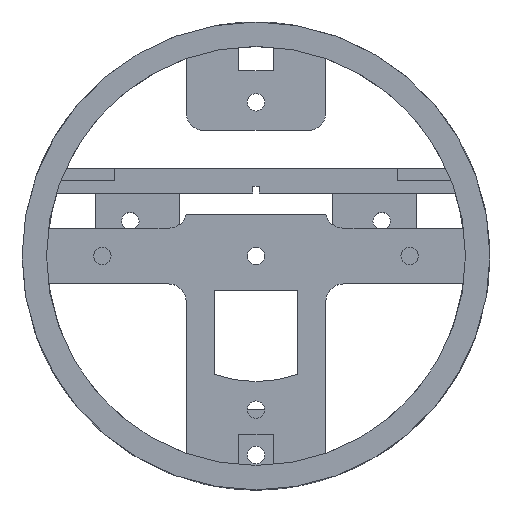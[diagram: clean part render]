
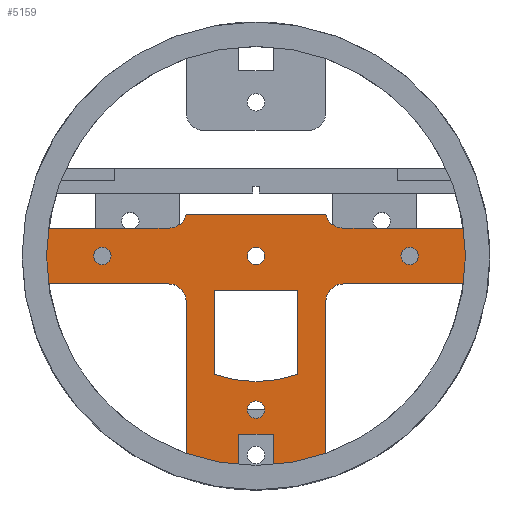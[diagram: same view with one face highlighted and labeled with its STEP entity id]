
A CAD part, top view. The second image highlights one B-rep face of the part: STEP entity #5159.
In plain terms, the highlighted planar face has unit normal (0, 0, 1).
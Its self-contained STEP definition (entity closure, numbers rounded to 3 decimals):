
#49=FACE_BOUND('',#1735,.T.);
#50=FACE_BOUND('',#1736,.T.);
#51=FACE_BOUND('',#1737,.T.);
#52=FACE_BOUND('',#1738,.T.);
#53=FACE_BOUND('',#1739,.T.);
#155=LINE('',#7428,#628);
#321=LINE('',#8535,#794);
#424=LINE('',#8850,#897);
#489=LINE('',#9076,#962);
#491=LINE('',#9080,#964);
#494=LINE('',#9087,#967);
#503=LINE('',#9113,#976);
#506=LINE('',#9121,#979);
#548=LINE('',#9248,#1021);
#549=LINE('',#9250,#1022);
#550=LINE('',#9252,#1023);
#551=LINE('',#9262,#1024);
#552=LINE('',#9263,#1025);
#628=VECTOR('',#5786,10.);
#794=VECTOR('',#6268,10.);
#897=VECTOR('',#6571,10.);
#962=VECTOR('',#6790,10.);
#964=VECTOR('',#6794,10.);
#967=VECTOR('',#6803,10.);
#976=VECTOR('',#6832,10.);
#979=VECTOR('',#6841,10.);
#1021=VECTOR('',#6979,10.);
#1022=VECTOR('',#6982,10.);
#1023=VECTOR('',#6985,10.);
#1024=VECTOR('',#7004,10.);
#1025=VECTOR('',#7005,10.);
#1202=PLANE('',#5637);
#1449=FACE_OUTER_BOUND('',#1734,.T.);
#1734=EDGE_LOOP('',(#4769,#4770,#4771,#4772,#4773,#4774,#4775,#4776,#4777,
#4778,#4779,#4780,#4781,#4782,#4783,#4784,#4785,#4786,#4787));
#1735=EDGE_LOOP('',(#4788,#4789,#4790,#4791));
#1736=EDGE_LOOP('',(#4792));
#1737=EDGE_LOOP('',(#4793));
#1738=EDGE_LOOP('',(#4794));
#1739=EDGE_LOOP('',(#4795));
#1906=CIRCLE('',#5507,30.);
#1912=CIRCLE('',#5513,30.);
#1913=CIRCLE('',#5514,30.);
#1917=CIRCLE('',#5518,30.);
#1922=CIRCLE('',#5523,30.);
#1942=CIRCLE('',#5564,17.98);
#1946=CIRCLE('',#5574,2.5);
#1947=CIRCLE('',#5577,2.5);
#1948=CIRCLE('',#5580,2.5);
#1949=CIRCLE('',#5582,2.5);
#1966=CIRCLE('',#5614,1.25);
#1967=CIRCLE('',#5616,1.25);
#1969=CIRCLE('',#5620,1.25);
#1970=CIRCLE('',#5622,1.25);
#2141=VERTEX_POINT('',#7425);
#2142=VERTEX_POINT('',#7427);
#2380=VERTEX_POINT('',#8532);
#2381=VERTEX_POINT('',#8534);
#2467=VERTEX_POINT('',#8926);
#2468=VERTEX_POINT('',#8928);
#2478=VERTEX_POINT('',#8950);
#2479=VERTEX_POINT('',#8953);
#2484=VERTEX_POINT('',#8965);
#2489=VERTEX_POINT('',#8978);
#2490=VERTEX_POINT('',#8980);
#2516=VERTEX_POINT('',#9073);
#2517=VERTEX_POINT('',#9075);
#2518=VERTEX_POINT('',#9079);
#2519=VERTEX_POINT('',#9083);
#2525=VERTEX_POINT('',#9107);
#2526=VERTEX_POINT('',#9109);
#2527=VERTEX_POINT('',#9115);
#2528=VERTEX_POINT('',#9116);
#2529=VERTEX_POINT('',#9123);
#2530=VERTEX_POINT('',#9124);
#2531=VERTEX_POINT('',#9129);
#2532=VERTEX_POINT('',#9131);
#2561=VERTEX_POINT('',#9223);
#2562=VERTEX_POINT('',#9227);
#2564=VERTEX_POINT('',#9235);
#2565=VERTEX_POINT('',#9239);
#2670=EDGE_CURVE('',#2142,#2141,#155,.T.);
#2987=EDGE_CURVE('',#2381,#2380,#321,.T.);
#3113=EDGE_CURVE('',#2141,#2381,#424,.T.);
#3152=EDGE_CURVE('',#2467,#2468,#1906,.T.);
#3165=EDGE_CURVE('',#2478,#2380,#1912,.T.);
#3166=EDGE_CURVE('',#2142,#2479,#1913,.T.);
#3174=EDGE_CURVE('',#2484,#2467,#1917,.T.);
#3183=EDGE_CURVE('',#2490,#2489,#1922,.T.);
#3231=EDGE_CURVE('',#2517,#2516,#489,.T.);
#3233=EDGE_CURVE('',#2518,#2517,#491,.T.);
#3235=EDGE_CURVE('',#2519,#2518,#1942,.T.);
#3237=EDGE_CURVE('',#2516,#2519,#494,.T.);
#3248=EDGE_CURVE('',#2525,#2526,#1946,.T.);
#3250=EDGE_CURVE('',#2489,#2525,#503,.T.);
#3251=EDGE_CURVE('',#2527,#2528,#1947,.T.);
#3254=EDGE_CURVE('',#2528,#2484,#506,.T.);
#3255=EDGE_CURVE('',#2529,#2530,#1948,.F.);
#3259=EDGE_CURVE('',#2531,#2532,#1949,.T.);
#3307=EDGE_CURVE('',#2561,#2561,#1966,.T.);
#3309=EDGE_CURVE('',#2562,#2562,#1967,.T.);
#3313=EDGE_CURVE('',#2564,#2564,#1969,.T.);
#3315=EDGE_CURVE('',#2565,#2565,#1970,.T.);
#3319=EDGE_CURVE('',#2529,#2490,#548,.T.);
#3320=EDGE_CURVE('',#2478,#2526,#549,.T.);
#3321=EDGE_CURVE('',#2468,#2531,#550,.T.);
#3326=EDGE_CURVE('',#2530,#2532,#551,.T.);
#3327=EDGE_CURVE('',#2527,#2479,#552,.T.);
#4769=ORIENTED_EDGE('',*,*,#2987,.T.);
#4770=ORIENTED_EDGE('',*,*,#3165,.F.);
#4771=ORIENTED_EDGE('',*,*,#3320,.T.);
#4772=ORIENTED_EDGE('',*,*,#3248,.F.);
#4773=ORIENTED_EDGE('',*,*,#3250,.F.);
#4774=ORIENTED_EDGE('',*,*,#3183,.F.);
#4775=ORIENTED_EDGE('',*,*,#3319,.F.);
#4776=ORIENTED_EDGE('',*,*,#3255,.T.);
#4777=ORIENTED_EDGE('',*,*,#3326,.T.);
#4778=ORIENTED_EDGE('',*,*,#3259,.F.);
#4779=ORIENTED_EDGE('',*,*,#3321,.F.);
#4780=ORIENTED_EDGE('',*,*,#3152,.F.);
#4781=ORIENTED_EDGE('',*,*,#3174,.F.);
#4782=ORIENTED_EDGE('',*,*,#3254,.F.);
#4783=ORIENTED_EDGE('',*,*,#3251,.F.);
#4784=ORIENTED_EDGE('',*,*,#3327,.T.);
#4785=ORIENTED_EDGE('',*,*,#3166,.F.);
#4786=ORIENTED_EDGE('',*,*,#2670,.T.);
#4787=ORIENTED_EDGE('',*,*,#3113,.T.);
#4788=ORIENTED_EDGE('',*,*,#3231,.T.);
#4789=ORIENTED_EDGE('',*,*,#3237,.T.);
#4790=ORIENTED_EDGE('',*,*,#3235,.T.);
#4791=ORIENTED_EDGE('',*,*,#3233,.T.);
#4792=ORIENTED_EDGE('',*,*,#3307,.T.);
#4793=ORIENTED_EDGE('',*,*,#3309,.T.);
#4794=ORIENTED_EDGE('',*,*,#3313,.T.);
#4795=ORIENTED_EDGE('',*,*,#3315,.T.);
#5159=ADVANCED_FACE('',(#1449,#49,#50,#51,#52,#53),#1202,.T.);
#5507=AXIS2_PLACEMENT_3D('',#8929,#6637,#6638);
#5513=AXIS2_PLACEMENT_3D('',#8952,#6656,#6657);
#5514=AXIS2_PLACEMENT_3D('',#8954,#6658,#6659);
#5518=AXIS2_PLACEMENT_3D('',#8967,#6670,#6671);
#5523=AXIS2_PLACEMENT_3D('',#8982,#6684,#6685);
#5564=AXIS2_PLACEMENT_3D('',#9084,#6798,#6799);
#5574=AXIS2_PLACEMENT_3D('',#9110,#6827,#6828);
#5577=AXIS2_PLACEMENT_3D('',#9117,#6835,#6836);
#5580=AXIS2_PLACEMENT_3D('',#9125,#6844,#6845);
#5582=AXIS2_PLACEMENT_3D('',#9132,#6851,#6852);
#5614=AXIS2_PLACEMENT_3D('',#9224,#6946,#6947);
#5616=AXIS2_PLACEMENT_3D('',#9228,#6951,#6952);
#5620=AXIS2_PLACEMENT_3D('',#9236,#6961,#6962);
#5622=AXIS2_PLACEMENT_3D('',#9240,#6966,#6967);
#5637=AXIS2_PLACEMENT_3D('',#9261,#7002,#7003);
#5786=DIRECTION('',(0.,1.,0.));
#6268=DIRECTION('',(0.,-1.,0.));
#6571=DIRECTION('',(1.,0.,0.));
#6637=DIRECTION('center_axis',(0.,0.,-1.));
#6638=DIRECTION('ref_axis',(1.,0.,0.));
#6656=DIRECTION('center_axis',(0.,0.,-1.));
#6657=DIRECTION('ref_axis',(1.,0.,0.));
#6658=DIRECTION('center_axis',(0.,0.,-1.));
#6659=DIRECTION('ref_axis',(1.,0.,0.));
#6670=DIRECTION('center_axis',(0.,0.,-1.));
#6671=DIRECTION('ref_axis',(1.,0.,0.));
#6684=DIRECTION('center_axis',(0.,0.,-1.));
#6685=DIRECTION('ref_axis',(1.,0.,0.));
#6790=DIRECTION('',(1.,0.,0.));
#6794=DIRECTION('',(0.,1.,0.));
#6798=DIRECTION('center_axis',(0.,0.,-1.));
#6799=DIRECTION('ref_axis',(-0.334,-0.943,0.));
#6803=DIRECTION('',(0.,-1.,0.));
#6827=DIRECTION('center_axis',(0.,0.,1.));
#6828=DIRECTION('ref_axis',(-0.707,0.707,0.));
#6832=DIRECTION('',(-1.,0.,0.));
#6835=DIRECTION('center_axis',(0.,0.,1.));
#6836=DIRECTION('ref_axis',(0.707,0.707,0.));
#6841=DIRECTION('',(-1.,0.,0.));
#6844=DIRECTION('center_axis',(0.,0.,1.));
#6845=DIRECTION('ref_axis',(-0.98,-0.2,0.));
#6851=DIRECTION('center_axis',(0.,0.,1.));
#6852=DIRECTION('ref_axis',(0.98,-0.2,0.));
#6946=DIRECTION('center_axis',(0.,0.,-1.));
#6947=DIRECTION('ref_axis',(1.,0.,0.));
#6951=DIRECTION('center_axis',(0.,0.,-1.));
#6952=DIRECTION('ref_axis',(1.,0.,0.));
#6961=DIRECTION('center_axis',(0.,0.,-1.));
#6962=DIRECTION('ref_axis',(1.,0.,0.));
#6966=DIRECTION('center_axis',(0.,0.,-1.));
#6967=DIRECTION('ref_axis',(1.,0.,0.));
#6979=DIRECTION('',(1.,0.,0.));
#6982=DIRECTION('',(0.,1.,0.));
#6985=DIRECTION('',(1.,0.,0.));
#7002=DIRECTION('center_axis',(0.,0.,1.));
#7003=DIRECTION('ref_axis',(1.,0.,0.));
#7004=DIRECTION('',(-1.,0.,0.));
#7005=DIRECTION('',(0.,-1.,0.));
#7425=CARTESIAN_POINT('',(-2.5,-3.674,27.508));
#7427=CARTESIAN_POINT('',(-2.5,-8.069,27.508));
#7428=CARTESIAN_POINT('',(-2.5,-1.162,27.508));
#8532=CARTESIAN_POINT('',(2.5,-8.069,27.508));
#8534=CARTESIAN_POINT('',(2.5,-3.674,27.508));
#8535=CARTESIAN_POINT('',(2.5,-1.162,27.508));
#8850=CARTESIAN_POINT('',(0.,-3.674,27.508));
#8926=CARTESIAN_POINT('',(-30.,21.826,27.508));
#8928=CARTESIAN_POINT('',(-29.732,25.826,27.508));
#8929=CARTESIAN_POINT('Origin',(0.,21.826,27.508));
#8950=CARTESIAN_POINT('',(10.,-6.458,27.508));
#8952=CARTESIAN_POINT('Origin',(0.,21.826,27.508));
#8953=CARTESIAN_POINT('',(-10.,-6.458,27.508));
#8954=CARTESIAN_POINT('Origin',(0.,21.826,27.508));
#8965=CARTESIAN_POINT('',(-29.732,17.826,27.508));
#8967=CARTESIAN_POINT('Origin',(0.,21.826,27.508));
#8978=CARTESIAN_POINT('',(29.732,17.826,27.508));
#8980=CARTESIAN_POINT('',(29.732,25.826,27.508));
#8982=CARTESIAN_POINT('Origin',(0.,21.826,27.508));
#9073=CARTESIAN_POINT('',(6.,16.826,27.508));
#9075=CARTESIAN_POINT('',(-6.,16.826,27.508));
#9076=CARTESIAN_POINT('',(-3.,16.826,27.508));
#9079=CARTESIAN_POINT('',(-6.,4.877,27.508));
#9080=CARTESIAN_POINT('',(-6.,7.113,27.508));
#9083=CARTESIAN_POINT('',(6.,4.877,27.508));
#9084=CARTESIAN_POINT('Origin',(0.,21.826,27.508));
#9087=CARTESIAN_POINT('',(6.,13.088,27.508));
#9107=CARTESIAN_POINT('',(12.5,17.826,27.508));
#9109=CARTESIAN_POINT('',(10.,15.326,27.508));
#9110=CARTESIAN_POINT('Origin',(12.5,15.326,27.508));
#9113=CARTESIAN_POINT('',(32.,17.826,27.508));
#9115=CARTESIAN_POINT('',(-10.,15.326,27.508));
#9116=CARTESIAN_POINT('',(-12.5,17.826,27.508));
#9117=CARTESIAN_POINT('Origin',(-12.5,15.326,27.508));
#9121=CARTESIAN_POINT('',(32.,17.826,27.508));
#9123=CARTESIAN_POINT('',(12.449,25.826,27.508));
#9124=CARTESIAN_POINT('',(10.,27.826,27.508));
#9125=CARTESIAN_POINT('Origin',(12.449,28.326,27.508));
#9129=CARTESIAN_POINT('',(-12.449,25.826,27.508));
#9131=CARTESIAN_POINT('',(-10.,27.826,27.508));
#9132=CARTESIAN_POINT('Origin',(-12.449,28.326,27.508));
#9223=CARTESIAN_POINT('',(20.75,21.826,27.508));
#9224=CARTESIAN_POINT('Origin',(22.,21.826,27.508));
#9227=CARTESIAN_POINT('',(-1.25,21.826,27.508));
#9228=CARTESIAN_POINT('Origin',(0.,21.826,27.508));
#9235=CARTESIAN_POINT('',(-23.25,21.826,27.508));
#9236=CARTESIAN_POINT('Origin',(-22.,21.826,27.508));
#9239=CARTESIAN_POINT('',(-1.25,-0.174,27.508));
#9240=CARTESIAN_POINT('Origin',(0.,-0.174,27.508));
#9248=CARTESIAN_POINT('',(-31.75,25.826,27.508));
#9250=CARTESIAN_POINT('',(10.,-9.128,27.508));
#9252=CARTESIAN_POINT('',(-31.75,25.826,27.508));
#9261=CARTESIAN_POINT('Origin',(0.,9.349,27.508));
#9262=CARTESIAN_POINT('',(10.,27.826,27.508));
#9263=CARTESIAN_POINT('',(-10.,27.826,27.508));
